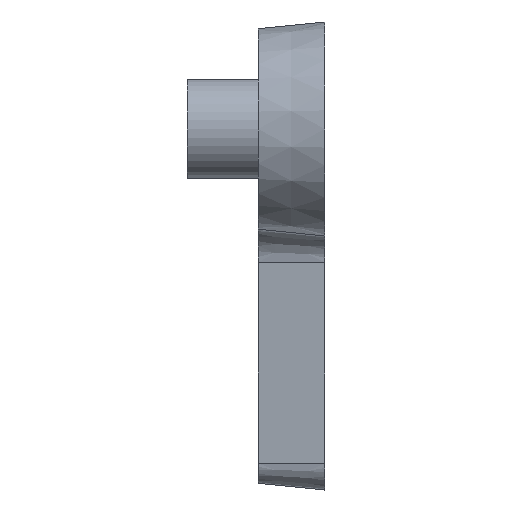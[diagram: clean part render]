
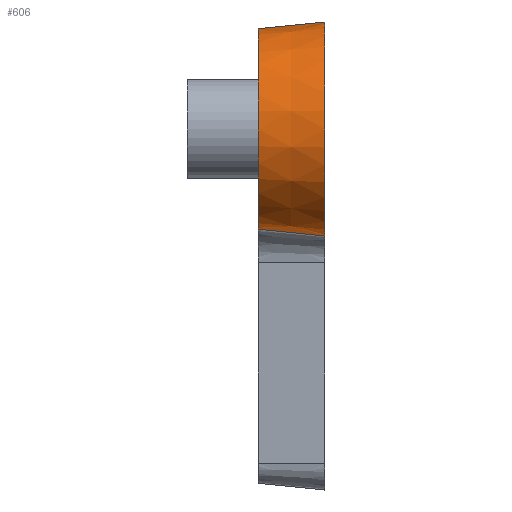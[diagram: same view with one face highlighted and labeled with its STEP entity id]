
A CAD part, left-side view. The second image highlights one B-rep face of the part: STEP entity #606.
In plain terms, the highlighted conical face has half-angle 5.725 degrees and reference radius 8 mm.
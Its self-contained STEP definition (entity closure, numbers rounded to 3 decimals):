
#239 = DIRECTION ( 'NONE',  ( 0., -0.995, 0.1 ) ) ;
#240 = VECTOR ( 'NONE', #239, 1000. ) ;
#241 = CARTESIAN_POINT ( 'NONE',  ( -30., 0., 8. ) ) ;
#242 = LINE ( 'NONE', #241, #240 ) ;
#243 = CARTESIAN_POINT ( 'NONE',  ( -30., 0., 8. ) ) ;
#386 = DIRECTION ( 'NONE',  ( 0., 0., -1. ) ) ;
#387 = DIRECTION ( 'NONE',  ( 0., 1., 0. ) ) ;
#388 = CARTESIAN_POINT ( 'NONE',  ( -30., 0., 0. ) ) ;
#389 = AXIS2_PLACEMENT_3D ( 'NONE', #388, #387, #386 ) ;
#390 = CIRCLE ( 'NONE', #389, 8. ) ;
#425 = VERTEX_POINT ( 'NONE', #243 ) ;
#426 = EDGE_CURVE ( 'NONE', #677, #425, #242, .T. ) ;
#538 = EDGE_LOOP ( 'NONE', ( #608, #607, #615, #613 ) ) ;
#567 = EDGE_CURVE ( 'NONE', #975, #425, #390, .T. ) ;
#603 = EDGE_CURVE ( 'NONE', #658, #975, #990, .T. ) ;
#606 = ADVANCED_FACE ( 'NONE', ( #1045 ), #1042, .T. ) ;
#607 = ORIENTED_EDGE ( 'NONE', *, *, #426, .F. ) ;
#608 = ORIENTED_EDGE ( 'NONE', *, *, #567, .T. ) ;
#613 = ORIENTED_EDGE ( 'NONE', *, *, #603, .T. ) ;
#615 = ORIENTED_EDGE ( 'NONE', *, *, #665, .F. ) ;
#658 = VERTEX_POINT ( 'NONE', #1097 ) ;
#665 = EDGE_CURVE ( 'NONE', #658, #677, #1082, .T. ) ;
#677 = VERTEX_POINT ( 'NONE', #1120 ) ;
#975 = VERTEX_POINT ( 'NONE', #1629 ) ;
#987 = DIRECTION ( 'NONE',  ( 0., -0.995, -0.1 ) ) ;
#988 = VECTOR ( 'NONE', #987, 1000. ) ;
#989 = CARTESIAN_POINT ( 'NONE',  ( -30., 0., -8. ) ) ;
#990 = LINE ( 'NONE', #989, #988 ) ;
#1037 = DIRECTION ( 'NONE',  ( 0., 0., 1. ) ) ;
#1038 = DIRECTION ( 'NONE',  ( 0., -1., 0. ) ) ;
#1039 = AXIS2_PLACEMENT_3D ( 'NONE', #1041, #1038, #1037 ) ;
#1041 = CARTESIAN_POINT ( 'NONE',  ( -30., 0., 0. ) ) ;
#1042 = CONICAL_SURFACE ( 'NONE', #1039, 8., 0.1 ) ;
#1045 = FACE_OUTER_BOUND ( 'NONE', #538, .T. ) ;
#1078 = DIRECTION ( 'NONE',  ( 0., 0., 1. ) ) ;
#1079 = DIRECTION ( 'NONE',  ( 0., 1., 0. ) ) ;
#1080 = CARTESIAN_POINT ( 'NONE',  ( -30., 5., 0. ) ) ;
#1081 = AXIS2_PLACEMENT_3D ( 'NONE', #1080, #1079, #1078 ) ;
#1082 = CIRCLE ( 'NONE', #1081, 7.499 ) ;
#1097 = CARTESIAN_POINT ( 'NONE',  ( -30., 5., -7.499 ) ) ;
#1120 = CARTESIAN_POINT ( 'NONE',  ( -30., 5., 7.499 ) ) ;
#1629 = CARTESIAN_POINT ( 'NONE',  ( -30., 0., -8. ) ) ;
